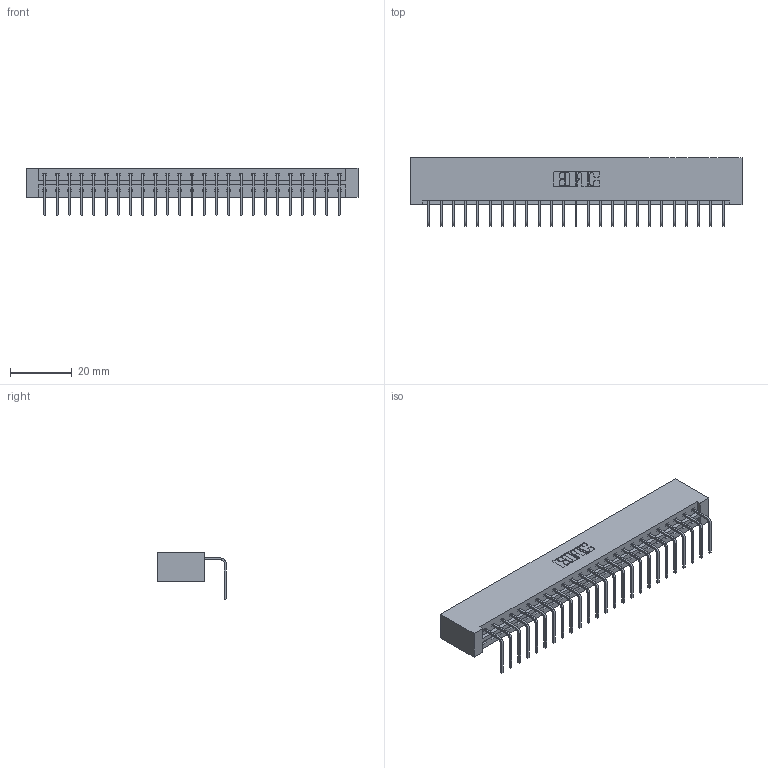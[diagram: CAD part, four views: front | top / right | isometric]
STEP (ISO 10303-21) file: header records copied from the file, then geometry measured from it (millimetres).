
FILE_DESCRIPTION (( 'STEP AP203' ), '1' );
FILE_NAME ('833-025-558-101.STEP', '2020-06-02T00:06:14', ( '' ), ( '' ), 'SwSTEP 2.0', 'SolidWorks 2020', '' );
FILE_SCHEMA (( 'CONFIG_CONTROL_DESIGN' ));
Length unit declared in the file: inch
Products named in the file (3): 833-025-558-101; 833 Part_Lugless; 345-292-001_558 Tail - 2
Assembly tree (26 placements, depth 2):
  833-025-558-101
    833 Part_Lugless
    345-292-001_558 Tail - 2  x25
Bounding box: 107.31 x 22.17 x 15.37 mm (x, y, z)
Volume: 11348.8 mm3; surface area: 12635.2 mm2
Topology: 26 solids, 26 shells, 1606 faces, 4837 edges, 3190 vertices
Faces by surface type: plane 1166, cylinder 440
Entity records: 17289 total; most frequent: CARTESIAN_POINT 2993, ORIENTED_EDGE 2954, DIRECTION 2551, EDGE_CURVE 1477, LINE 1357, VECTOR 1357, VERTEX_POINT 982, AXIS2_PLACEMENT_3D 597
